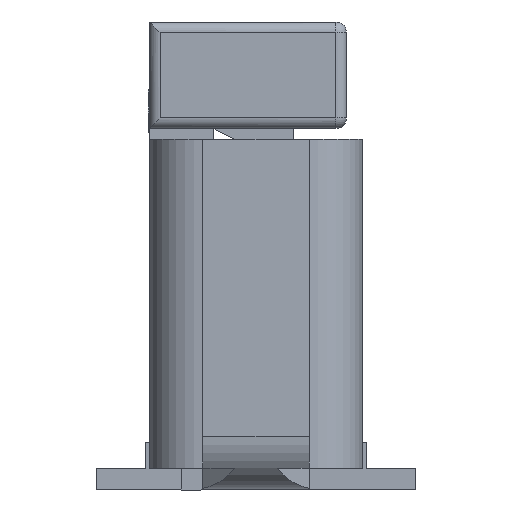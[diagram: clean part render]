
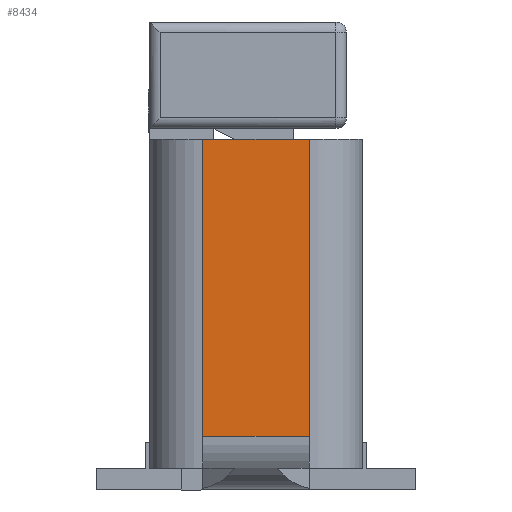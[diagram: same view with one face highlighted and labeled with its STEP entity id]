
A CAD part, front view. The second image highlights one B-rep face of the part: STEP entity #8434.
In plain terms, the highlighted planar face has unit normal (0, -1, 0).
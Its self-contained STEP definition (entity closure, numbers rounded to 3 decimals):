
#283 = VERTEX_POINT ( 'NONE', #4784 ) ;
#3520 = CARTESIAN_POINT ( 'NONE',  ( 5.25, -2.45, -1.94 ) ) ;
#4193 = LINE ( 'NONE', #10539, #15490 ) ;
#4784 = CARTESIAN_POINT ( 'NONE',  ( 6.25, -2.45, 0.85 ) ) ;
#5465 = DIRECTION ( 'NONE',  ( -1., 0., 0. ) ) ;
#5668 = AXIS2_PLACEMENT_3D ( 'NONE', #29309, #5774, #15751 ) ;
#5774 = DIRECTION ( 'NONE',  ( 0., 1., 0. ) ) ;
#6561 = EDGE_LOOP ( 'NONE', ( #24003, #41785, #43372, #44250 ) ) ;
#8434 = ADVANCED_FACE ( 'NONE', ( #32730 ), #43403, .F. ) ;
#8715 = VECTOR ( 'NONE', #33269, 1000. ) ;
#10343 = VECTOR ( 'NONE', #5465, 1000. ) ;
#10539 = CARTESIAN_POINT ( 'NONE',  ( 6.25, -2.45, -4.931 ) ) ;
#15490 = VECTOR ( 'NONE', #21169, 1000. ) ;
#15751 = DIRECTION ( 'NONE',  ( 0., 0., -1. ) ) ;
#16701 = VECTOR ( 'NONE', #28391, 1000. ) ;
#17279 = CARTESIAN_POINT ( 'NONE',  ( 6.25, -2.45, -1.94 ) ) ;
#18631 = EDGE_CURVE ( 'NONE', #30893, #283, #4193, .T. ) ;
#21169 = DIRECTION ( 'NONE',  ( 0., 0., 1. ) ) ;
#22237 = CARTESIAN_POINT ( 'NONE',  ( 6.25, -2.45, -1.94 ) ) ;
#24003 = ORIENTED_EDGE ( 'NONE', *, *, #35257, .F. ) ;
#24936 = EDGE_CURVE ( 'NONE', #37349, #25833, #27720, .T. ) ;
#25654 = LINE ( 'NONE', #39477, #16701 ) ;
#25833 = VERTEX_POINT ( 'NONE', #38416 ) ;
#27482 = EDGE_CURVE ( 'NONE', #25833, #283, #25654, .T. ) ;
#27720 = LINE ( 'NONE', #41540, #8715 ) ;
#28391 = DIRECTION ( 'NONE',  ( 1., 0., 0. ) ) ;
#29309 = CARTESIAN_POINT ( 'NONE',  ( 4.75, -2.45, -4.931 ) ) ;
#30893 = VERTEX_POINT ( 'NONE', #17279 ) ;
#32730 = FACE_OUTER_BOUND ( 'NONE', #6561, .T. ) ;
#33269 = DIRECTION ( 'NONE',  ( 0., 0., 1. ) ) ;
#35257 = EDGE_CURVE ( 'NONE', #30893, #37349, #39434, .T. ) ;
#37349 = VERTEX_POINT ( 'NONE', #3520 ) ;
#38416 = CARTESIAN_POINT ( 'NONE',  ( 5.25, -2.45, 0.85 ) ) ;
#39434 = LINE ( 'NONE', #22237, #10343 ) ;
#39477 = CARTESIAN_POINT ( 'NONE',  ( 4.75, -2.45, 0.85 ) ) ;
#41540 = CARTESIAN_POINT ( 'NONE',  ( 5.25, -2.45, -4.931 ) ) ;
#41785 = ORIENTED_EDGE ( 'NONE', *, *, #18631, .T. ) ;
#43372 = ORIENTED_EDGE ( 'NONE', *, *, #27482, .F. ) ;
#43403 = PLANE ( 'NONE',  #5668 ) ;
#44250 = ORIENTED_EDGE ( 'NONE', *, *, #24936, .F. ) ;
